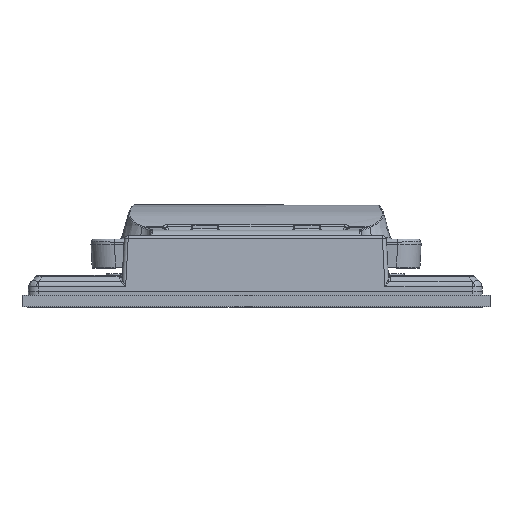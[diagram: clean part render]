
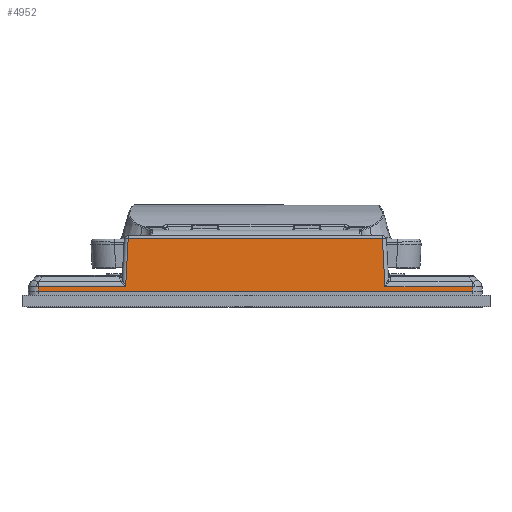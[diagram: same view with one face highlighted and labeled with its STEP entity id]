
A CAD part, left-side view. The second image highlights one B-rep face of the part: STEP entity #4952.
In plain terms, the highlighted planar face has unit normal (-0.999, 0, 0.052).
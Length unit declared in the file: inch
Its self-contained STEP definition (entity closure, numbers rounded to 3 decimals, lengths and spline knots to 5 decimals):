
#511 = VECTOR ( 'NONE', #9359, 39.37008 ) ;
#636 = CARTESIAN_POINT ( 'NONE',  ( -2.86647, 3.63709, 0.5721 ) ) ;
#741 = CARTESIAN_POINT ( 'NONE',  ( -2.89439, 0.1764, 0.03937 ) ) ;
#1127 = EDGE_CURVE ( 'NONE', #9618, #5201, #7148, .T. ) ;
#1261 = VERTEX_POINT ( 'NONE', #636 ) ;
#1678 = EDGE_CURVE ( 'NONE', #5201, #6544, #10924, .T. ) ;
#1981 = CARTESIAN_POINT ( 'NONE',  ( -2.89207, 4.55014, 0.08357 ) ) ;
#2879 = EDGE_LOOP ( 'NONE', ( #20624, #18884, #17109, #20594, #23067, #15754, #14205, #18916 ) ) ;
#3356 = CARTESIAN_POINT ( 'NONE',  ( -2.89439, 0.1764, 0.03937 ) ) ;
#3498 = VERTEX_POINT ( 'NONE', #7809 ) ;
#3616 = CARTESIAN_POINT ( 'NONE',  ( -2.89207, 4.54025, 0.08357 ) ) ;
#3776 = LINE ( 'NONE', #21313, #7252 ) ;
#3835 = DIRECTION ( 'NONE',  ( -0.999, 0., 0.052 ) ) ;
#4366 = VERTEX_POINT ( 'NONE', #3356 ) ;
#4952 = ADVANCED_FACE ( 'NONE', ( #26336 ), #14830, .T. ) ;
#5201 = VERTEX_POINT ( 'NONE', #9815 ) ;
#5326 = CARTESIAN_POINT ( 'NONE',  ( -2.89207, 4.55014, 0.08357 ) ) ;
#5840 = AXIS2_PLACEMENT_3D ( 'NONE', #23702, #3835, #12637 ) ;
#6019 = VERTEX_POINT ( 'NONE', #14765 ) ;
#6544 = VERTEX_POINT ( 'NONE', #7505 ) ;
#7148 = LINE ( 'NONE', #14699, #26537 ) ;
#7252 = VECTOR ( 'NONE', #8516, 39.37008 ) ;
#7505 = CARTESIAN_POINT ( 'NONE',  ( -2.89207, 0.17866, 0.08357 ) ) ;
#7635 = DIRECTION ( 'NONE',  ( 0.052, -0.052, 0.997 ) ) ;
#7809 = CARTESIAN_POINT ( 'NONE',  ( -2.89207, 3.66269, 0.08357 ) ) ;
#8516 = DIRECTION ( 'NONE',  ( 0., 1., 0. ) ) ;
#8636 = CARTESIAN_POINT ( 'NONE',  ( -2.89362, 4.54175, 0.0541 ) ) ;
#9166 = EDGE_CURVE ( 'NONE', #3498, #1261, #20853, .T. ) ;
#9359 = DIRECTION ( 'NONE',  ( 0., -1., 0. ) ) ;
#9618 = VERTEX_POINT ( 'NONE', #20563 ) ;
#9788 = LINE ( 'NONE', #5326, #511 ) ;
#9810 = CARTESIAN_POINT ( 'NONE',  ( -2.9374, 3.70801, -0.78128 ) ) ;
#9815 = CARTESIAN_POINT ( 'NONE',  ( -2.89207, 1.05622, 0.08357 ) ) ;
#10527 = CARTESIAN_POINT ( 'NONE',  ( -2.89284, 4.541, 0.06884 ) ) ;
#10924 = LINE ( 'NONE', #1981, #14925 ) ;
#11120 = CARTESIAN_POINT ( 'NONE',  ( -2.89439, 4.74139, 0.03937 ) ) ;
#11338 = VECTOR ( 'NONE', #7635, 39.37008 ) ;
#11705 = CARTESIAN_POINT ( 'NONE',  ( -2.89284, 0.17791, 0.06884 ) ) ;
#12637 = DIRECTION ( 'NONE',  ( 0.052, 0., 0.999 ) ) ;
#13686 = EDGE_CURVE ( 'NONE', #6019, #4366, #22171, .T. ) ;
#14205 = ORIENTED_EDGE ( 'NONE', *, *, #16131, .F. ) ;
#14699 = CARTESIAN_POINT ( 'NONE',  ( -2.89207, 1.05622, 0.08357 ) ) ;
#14765 = CARTESIAN_POINT ( 'NONE',  ( -2.89439, 4.54251, 0.03937 ) ) ;
#14830 = PLANE ( 'NONE',  #5840 ) ;
#14910 = VECTOR ( 'NONE', #15481, 39.37008 ) ;
#14925 = VECTOR ( 'NONE', #15285, 39.37008 ) ;
#15285 = DIRECTION ( 'NONE',  ( 0., -1., 0. ) ) ;
#15481 = DIRECTION ( 'NONE',  ( 0., -1., 0. ) ) ;
#15754 = ORIENTED_EDGE ( 'NONE', *, *, #13686, .T. ) ;
#16131 = EDGE_CURVE ( 'NONE', #6544, #4366, #21917, .T. ) ;
#16181 = EDGE_CURVE ( 'NONE', #6019, #24704, #16738, .T. ) ;
#16738 = B_SPLINE_CURVE_WITH_KNOTS ( 'NONE', 3,
 ( #25983, #8636, #10527, #3616 ),
 .UNSPECIFIED., .F., .F.,
 ( 4, 4 ),
 ( 0., 1. ),
 .UNSPECIFIED. ) ;
#17109 = ORIENTED_EDGE ( 'NONE', *, *, #9166, .F. ) ;
#18719 = CARTESIAN_POINT ( 'NONE',  ( -2.89207, 4.54025, 0.08357 ) ) ;
#18884 = ORIENTED_EDGE ( 'NONE', *, *, #27357, .T. ) ;
#18916 = ORIENTED_EDGE ( 'NONE', *, *, #1678, .F. ) ;
#20174 = EDGE_CURVE ( 'NONE', #24704, #3498, #9788, .T. ) ;
#20563 = CARTESIAN_POINT ( 'NONE',  ( -2.86647, 1.08182, 0.5721 ) ) ;
#20594 = ORIENTED_EDGE ( 'NONE', *, *, #20174, .F. ) ;
#20624 = ORIENTED_EDGE ( 'NONE', *, *, #1127, .F. ) ;
#20853 = LINE ( 'NONE', #9810, #11338 ) ;
#20863 = CARTESIAN_POINT ( 'NONE',  ( -2.89207, 0.17866, 0.08357 ) ) ;
#21313 = CARTESIAN_POINT ( 'NONE',  ( -2.86647, 4.74139, 0.5721 ) ) ;
#21514 = DIRECTION ( 'NONE',  ( -0.052, -0.052, -0.997 ) ) ;
#21917 = B_SPLINE_CURVE_WITH_KNOTS ( 'NONE', 3,
 ( #20863, #11705, #27587, #741 ),
 .UNSPECIFIED., .F., .F.,
 ( 4, 4 ),
 ( 0., 1. ),
 .UNSPECIFIED. ) ;
#22171 = LINE ( 'NONE', #11120, #14910 ) ;
#23067 = ORIENTED_EDGE ( 'NONE', *, *, #16181, .F. ) ;
#23702 = CARTESIAN_POINT ( 'NONE',  ( -2.89645, 4.74139, 0. ) ) ;
#24704 = VERTEX_POINT ( 'NONE', #18719 ) ;
#25983 = CARTESIAN_POINT ( 'NONE',  ( -2.89439, 4.54251, 0.03937 ) ) ;
#26336 = FACE_OUTER_BOUND ( 'NONE', #2879, .T. ) ;
#26537 = VECTOR ( 'NONE', #21514, 39.37008 ) ;
#27357 = EDGE_CURVE ( 'NONE', #9618, #1261, #3776, .T. ) ;
#27587 = CARTESIAN_POINT ( 'NONE',  ( -2.89362, 0.17716, 0.0541 ) ) ;
